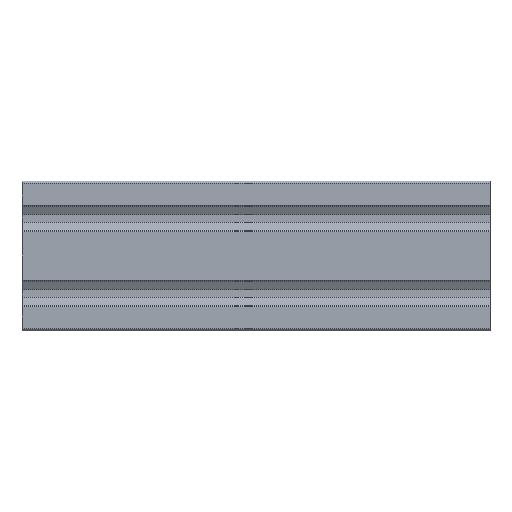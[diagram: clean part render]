
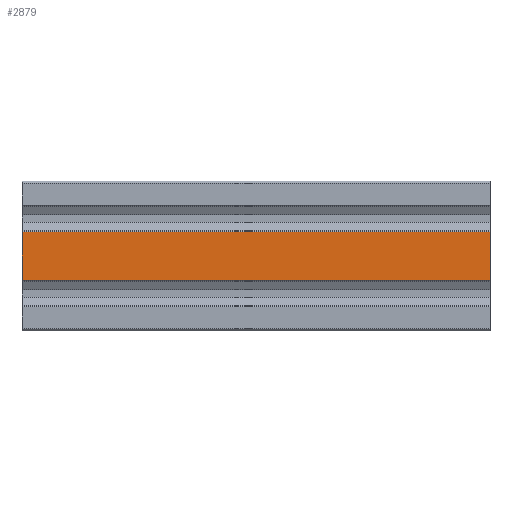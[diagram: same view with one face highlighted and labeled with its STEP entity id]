
A CAD part, front view. The second image highlights one B-rep face of the part: STEP entity #2879.
In plain terms, the highlighted planar face has unit normal (0, -1, 0).
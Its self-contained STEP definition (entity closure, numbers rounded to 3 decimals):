
#182=ORIENTED_EDGE('',*,*,#1004,.T.);
#183=ORIENTED_EDGE('',*,*,#1005,.F.);
#184=ORIENTED_EDGE('',*,*,#1006,.F.);
#185=ORIENTED_EDGE('',*,*,#1002,.T.);
#1002=EDGE_CURVE('',#1401,#1400,#1710,.T.);
#1004=EDGE_CURVE('',#1400,#1402,#1712,.T.);
#1005=EDGE_CURVE('',#1403,#1402,#1713,.T.);
#1006=EDGE_CURVE('',#1401,#1403,#1714,.T.);
#1400=VERTEX_POINT('',#4101);
#1401=VERTEX_POINT('',#4103);
#1402=VERTEX_POINT('',#4107);
#1403=VERTEX_POINT('',#4109);
#1710=LINE('',#4102,#2098);
#1712=LINE('',#4106,#2100);
#1713=LINE('',#4108,#2101);
#1714=LINE('',#4110,#2102);
#2098=VECTOR('',#3325,1000.);
#2100=VECTOR('',#3329,1000.);
#2101=VECTOR('',#3330,1000.);
#2102=VECTOR('',#3331,1000.);
#2433=EDGE_LOOP('',(#182,#183,#184,#185));
#2593=FACE_BOUND('',#2433,.T.);
#2753=PLANE('',#3036);
#2879=ADVANCED_FACE('',(#2593),#2753,.F.);
#3036=AXIS2_PLACEMENT_3D('',#4105,#3327,#3328);
#3325=DIRECTION('',(-1.,0.,0.));
#3327=DIRECTION('',(0.,1.,0.));
#3328=DIRECTION('',(0.,0.,1.));
#3329=DIRECTION('',(0.,0.,-1.));
#3330=DIRECTION('',(-1.,0.,0.));
#3331=DIRECTION('',(0.,0.,-1.));
#4101=CARTESIAN_POINT('',(0.,0.,13.));
#4102=CARTESIAN_POINT('',(250.,0.,13.));
#4103=CARTESIAN_POINT('',(250.,0.,13.));
#4105=CARTESIAN_POINT('',(250.,0.,13.));
#4106=CARTESIAN_POINT('',(0.,0.,13.));
#4107=CARTESIAN_POINT('',(0.,0.,-13.));
#4108=CARTESIAN_POINT('',(250.,0.,-13.));
#4109=CARTESIAN_POINT('',(250.,0.,-13.));
#4110=CARTESIAN_POINT('',(250.,0.,13.));
